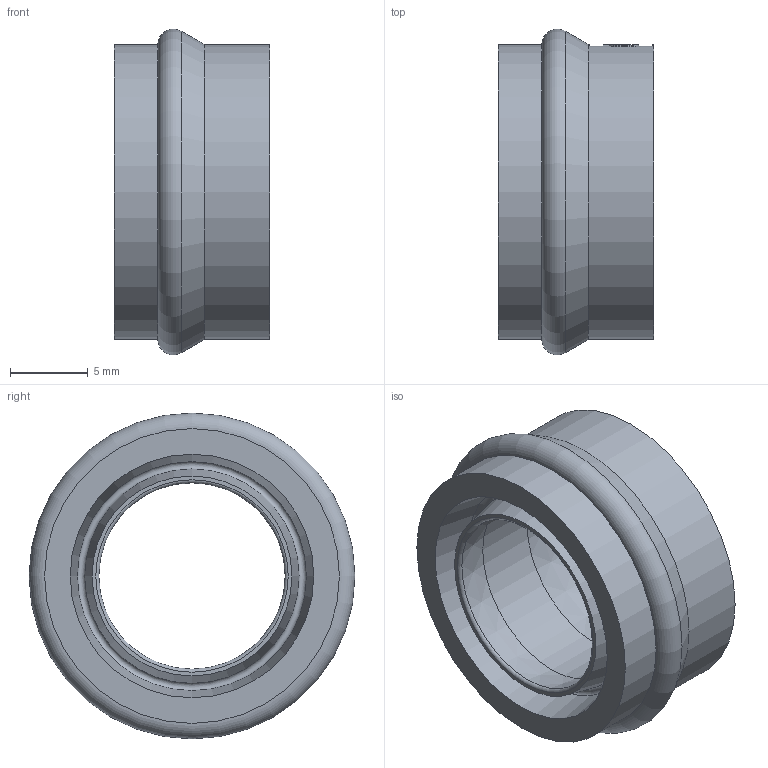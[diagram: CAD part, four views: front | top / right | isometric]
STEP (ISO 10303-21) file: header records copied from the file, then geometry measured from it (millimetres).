
FILE_DESCRIPTION( ( 'STEP AP214' ), '1' );
FILE_NAME( 'psolqas_8248_0.stp', '2021-12-14T09:16:02', ( 'License CC BY-ND 4.0' ), ( 'CADENAS' ), ' ', 'PARTsolutions', ' ' );
FILE_SCHEMA( ( 'AUTOMOTIVE_DESIGN { 1 0 10303 214 1 1 1 1 }' ) );
Length unit declared in the file: metre
Products named in the file (1): Volumenkörper1
Bounding box: 10 x 21 x 21 mm (x, y, z)
Volume: 1373.2 mm3; surface area: 1761.8 mm2
Topology: 1 solids, 1 shells, 41 faces, 94 edges, 59 vertices
Faces by surface type: plane 22, cylinder 7, cone 7, torus 5
Full cylindrical faces by diameter (mm): 12.598 x1, 19 x2
Entity records: 1474 total; most frequent: CARTESIAN_POINT 229, DIRECTION 196, ORIENTED_EDGE 158, AXIS2_PLACEMENT_3D 79, EDGE_CURVE 79, EDGE_LOOP 62, VERTEX_POINT 60, FACE_OUTER_BOUND 49
